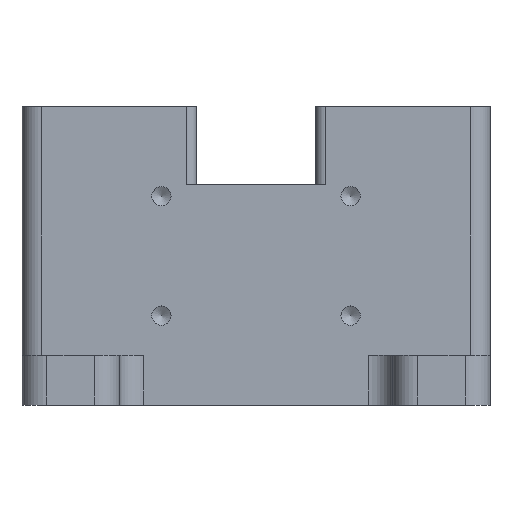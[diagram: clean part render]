
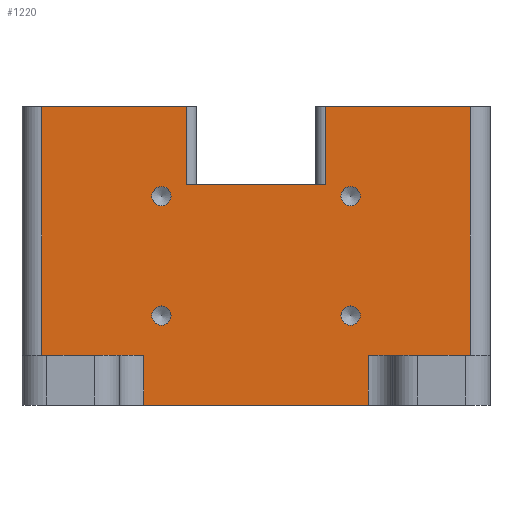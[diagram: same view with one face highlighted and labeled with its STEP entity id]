
A CAD part, top view. The second image highlights one B-rep face of the part: STEP entity #1220.
In plain terms, the highlighted planar face has unit normal (0, 0, 1).
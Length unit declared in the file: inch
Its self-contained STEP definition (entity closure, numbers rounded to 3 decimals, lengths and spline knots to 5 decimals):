
#34=FACE_BOUND('',#154,.T.);
#35=FACE_BOUND('',#155,.T.);
#36=FACE_BOUND('',#156,.T.);
#37=FACE_BOUND('',#157,.T.);
#57=PLANE('',#1314);
#85=FACE_OUTER_BOUND('',#153,.T.);
#153=EDGE_LOOP('',(#837,#838,#839,#840,#841,#842,#843,#844,#845,#846,#847,
#848));
#154=EDGE_LOOP('',(#849));
#155=EDGE_LOOP('',(#850));
#156=EDGE_LOOP('',(#851));
#157=EDGE_LOOP('',(#852));
#241=LINE('',#1818,#347);
#242=LINE('',#1821,#348);
#248=LINE('',#1843,#354);
#249=LINE('',#1845,#355);
#250=LINE('',#1847,#356);
#251=LINE('',#1849,#357);
#252=LINE('',#1851,#358);
#253=LINE('',#1853,#359);
#254=LINE('',#1855,#360);
#255=LINE('',#1857,#361);
#256=LINE('',#1859,#362);
#257=LINE('',#1860,#363);
#347=VECTOR('',#1446,0.3937);
#348=VECTOR('',#1449,0.3937);
#354=VECTOR('',#1467,0.3937);
#355=VECTOR('',#1468,0.3937);
#356=VECTOR('',#1469,0.3937);
#357=VECTOR('',#1470,0.3937);
#358=VECTOR('',#1471,0.3937);
#359=VECTOR('',#1472,0.3937);
#360=VECTOR('',#1473,0.3937);
#361=VECTOR('',#1474,0.3937);
#362=VECTOR('',#1475,0.3937);
#363=VECTOR('',#1476,0.3937);
#459=CIRCLE('',#1315,0.04841);
#460=CIRCLE('',#1316,0.04841);
#461=CIRCLE('',#1317,0.04841);
#462=CIRCLE('',#1318,0.04841);
#517=VERTEX_POINT('',#1811);
#520=VERTEX_POINT('',#1816);
#521=VERTEX_POINT('',#1820);
#531=VERTEX_POINT('',#1842);
#532=VERTEX_POINT('',#1844);
#533=VERTEX_POINT('',#1846);
#534=VERTEX_POINT('',#1848);
#535=VERTEX_POINT('',#1850);
#536=VERTEX_POINT('',#1852);
#537=VERTEX_POINT('',#1854);
#538=VERTEX_POINT('',#1856);
#539=VERTEX_POINT('',#1858);
#540=VERTEX_POINT('',#1861);
#541=VERTEX_POINT('',#1863);
#542=VERTEX_POINT('',#1865);
#543=VERTEX_POINT('',#1867);
#642=EDGE_CURVE('',#520,#517,#241,.T.);
#643=EDGE_CURVE('',#517,#521,#242,.T.);
#654=EDGE_CURVE('',#520,#531,#248,.T.);
#655=EDGE_CURVE('',#532,#531,#249,.T.);
#656=EDGE_CURVE('',#533,#532,#250,.T.);
#657=EDGE_CURVE('',#534,#533,#251,.T.);
#658=EDGE_CURVE('',#535,#534,#252,.T.);
#659=EDGE_CURVE('',#536,#535,#253,.T.);
#660=EDGE_CURVE('',#537,#536,#254,.T.);
#661=EDGE_CURVE('',#538,#537,#255,.T.);
#662=EDGE_CURVE('',#539,#538,#256,.T.);
#663=EDGE_CURVE('',#521,#539,#257,.T.);
#664=EDGE_CURVE('',#540,#540,#459,.T.);
#665=EDGE_CURVE('',#541,#541,#460,.T.);
#666=EDGE_CURVE('',#542,#542,#461,.T.);
#667=EDGE_CURVE('',#543,#543,#462,.T.);
#837=ORIENTED_EDGE('',*,*,#642,.F.);
#838=ORIENTED_EDGE('',*,*,#654,.T.);
#839=ORIENTED_EDGE('',*,*,#655,.F.);
#840=ORIENTED_EDGE('',*,*,#656,.F.);
#841=ORIENTED_EDGE('',*,*,#657,.F.);
#842=ORIENTED_EDGE('',*,*,#658,.F.);
#843=ORIENTED_EDGE('',*,*,#659,.F.);
#844=ORIENTED_EDGE('',*,*,#660,.F.);
#845=ORIENTED_EDGE('',*,*,#661,.F.);
#846=ORIENTED_EDGE('',*,*,#662,.F.);
#847=ORIENTED_EDGE('',*,*,#663,.F.);
#848=ORIENTED_EDGE('',*,*,#643,.F.);
#849=ORIENTED_EDGE('',*,*,#664,.T.);
#850=ORIENTED_EDGE('',*,*,#665,.T.);
#851=ORIENTED_EDGE('',*,*,#666,.T.);
#852=ORIENTED_EDGE('',*,*,#667,.T.);
#1220=ADVANCED_FACE('',(#85,#34,#35,#36,#37),#57,.T.);
#1314=AXIS2_PLACEMENT_3D('',#1841,#1465,#1466);
#1315=AXIS2_PLACEMENT_3D('',#1862,#1477,#1478);
#1316=AXIS2_PLACEMENT_3D('',#1864,#1479,#1480);
#1317=AXIS2_PLACEMENT_3D('',#1866,#1481,#1482);
#1318=AXIS2_PLACEMENT_3D('',#1868,#1483,#1484);
#1446=DIRECTION('',(0.,1.,0.));
#1449=DIRECTION('',(1.,0.,0.));
#1465=DIRECTION('center_axis',(0.,0.,1.));
#1466=DIRECTION('ref_axis',(1.,0.,0.));
#1467=DIRECTION('',(-1.,0.,0.));
#1468=DIRECTION('',(0.,-1.,0.));
#1469=DIRECTION('',(1.,0.,0.));
#1470=DIRECTION('',(0.,1.,0.));
#1471=DIRECTION('',(-1.,0.,0.));
#1472=DIRECTION('',(0.,1.,0.));
#1473=DIRECTION('',(-1.,0.,0.));
#1474=DIRECTION('',(0.,-1.,0.));
#1475=DIRECTION('',(-1.,0.,0.));
#1476=DIRECTION('',(0.,-1.,0.));
#1477=DIRECTION('center_axis',(0.,0.,-1.));
#1478=DIRECTION('ref_axis',(1.,0.,0.));
#1479=DIRECTION('center_axis',(0.,0.,-1.));
#1480=DIRECTION('ref_axis',(1.,0.,0.));
#1481=DIRECTION('center_axis',(0.,0.,-1.));
#1482=DIRECTION('ref_axis',(1.,0.,0.));
#1483=DIRECTION('center_axis',(0.,0.,-1.));
#1484=DIRECTION('ref_axis',(1.,0.,0.));
#1811=CARTESIAN_POINT('',(0.35,1.5,-0.72472));
#1816=CARTESIAN_POINT('',(0.35,1.1063,-0.72472));
#1818=CARTESIAN_POINT('',(0.35,0.75,-0.72472));
#1820=CARTESIAN_POINT('',(1.075,1.5,-0.72472));
#1821=CARTESIAN_POINT('',(-1.175,1.5,-0.72472));
#1841=CARTESIAN_POINT('Origin',(-1.175,0.,-0.72472));
#1842=CARTESIAN_POINT('',(-0.35,1.1063,-0.72472));
#1843=CARTESIAN_POINT('',(-0.5875,1.1063,-0.72472));
#1844=CARTESIAN_POINT('',(-0.35,1.5,-0.72472));
#1845=CARTESIAN_POINT('',(-0.35,0.75,-0.72472));
#1846=CARTESIAN_POINT('',(-1.075,1.5,-0.72472));
#1847=CARTESIAN_POINT('',(-1.175,1.5,-0.72472));
#1848=CARTESIAN_POINT('',(-1.075,0.25,-0.72472));
#1849=CARTESIAN_POINT('',(-1.075,0.,-0.72472));
#1850=CARTESIAN_POINT('',(-0.5625,0.25,-0.72472));
#1851=CARTESIAN_POINT('',(0.5875,0.25,-0.72472));
#1852=CARTESIAN_POINT('',(-0.5625,0.,-0.72472));
#1853=CARTESIAN_POINT('',(-0.5625,0.125,-0.72472));
#1854=CARTESIAN_POINT('',(0.5625,0.,-0.72472));
#1855=CARTESIAN_POINT('',(-0.34375,0.,-0.72472));
#1856=CARTESIAN_POINT('',(0.5625,0.25,-0.72472));
#1857=CARTESIAN_POINT('',(0.5625,0.125,-0.72472));
#1858=CARTESIAN_POINT('',(1.075,0.25,-0.72472));
#1859=CARTESIAN_POINT('',(0.5875,0.25,-0.72472));
#1860=CARTESIAN_POINT('',(1.075,0.,-0.72472));
#1861=CARTESIAN_POINT('',(-0.52341,0.45,-0.72472));
#1862=CARTESIAN_POINT('Origin',(-0.475,0.45,-0.72472));
#1863=CARTESIAN_POINT('',(0.42659,1.05,-0.72472));
#1864=CARTESIAN_POINT('Origin',(0.475,1.05,-0.72472));
#1865=CARTESIAN_POINT('',(-0.52341,1.05,-0.72472));
#1866=CARTESIAN_POINT('Origin',(-0.475,1.05,-0.72472));
#1867=CARTESIAN_POINT('',(0.42659,0.45,-0.72472));
#1868=CARTESIAN_POINT('Origin',(0.475,0.45,-0.72472));
